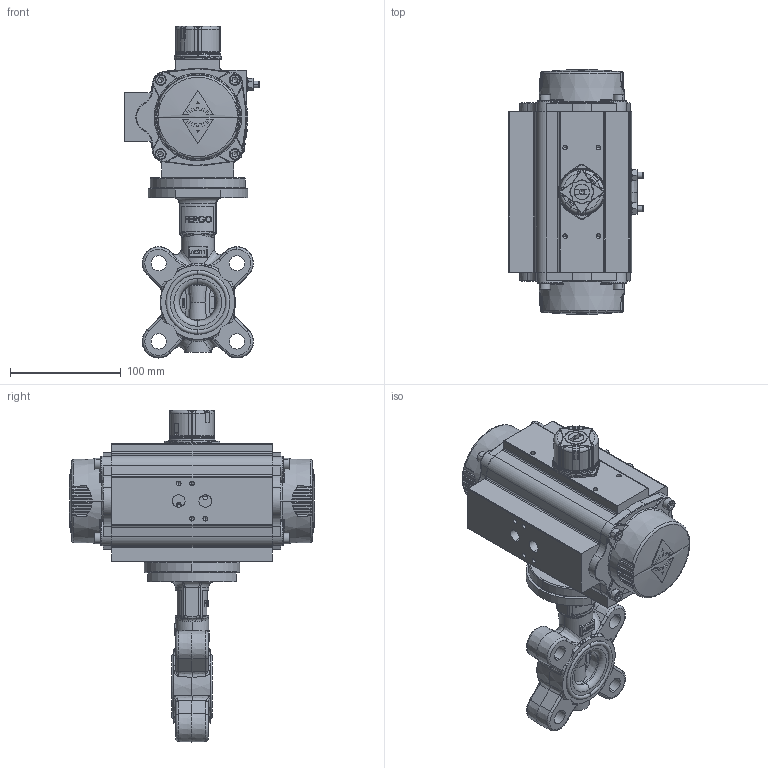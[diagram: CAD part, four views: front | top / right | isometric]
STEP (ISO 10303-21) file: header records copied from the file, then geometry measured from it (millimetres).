
FILE_DESCRIPTION (( 'STEP AP214' ), '1' );
FILE_NAME ('AK211-DN25-PN-10-16-Pneumatischer-SR80-Einfachwirkend-Federschließend-Schwenkantrieb-Fergo.STEP', '2022-09-13T10:17:56', ( '' ), ( '' ), 'SwSTEP 2.0', 'SolidWorks 2022', '' );
FILE_SCHEMA (( 'AUTOMOTIVE_DESIGN' ));
Length unit declared in the file: millimetre
Products named in the file (4): AK211 DN32; 0080 ASR; AK211-DN25-PN-10-16-Pneumatischer-SR80-Einfachwirkend-Federschließend-Schwenkantrieb-Fergo; Flanschadapter 10mm
Assembly tree (3 placements, depth 2):
  AK211-DN25-PN-10-16-Pneumatischer-SR80-Einfachwirkend-Federschließend-Schwenkantrieb-Fergo
    AK211 DN32
    Flanschadapter 10mm
    0080 ASR
Bounding box: 121.5 x 222.31 x 300.14 mm (x, y, z)
Volume: 1155725.3 mm3; surface area: 301870 mm2
Topology: 29 solids, 32 shells, 4084 faces, 10633 edges, 6624 vertices
Faces by surface type: plane 1466, cylinder 1196, bspline 848, cone 336, torus 199, sphere 39
Entity records: 190679 total; most frequent: CARTESIAN_POINT 92743, ORIENTED_EDGE 20974, DIRECTION 17381, EDGE_CURVE 10487, VERTEX_POINT 6623, AXIS2_PLACEMENT_3D 6540, EDGE_LOOP 4322, LINE 4301
